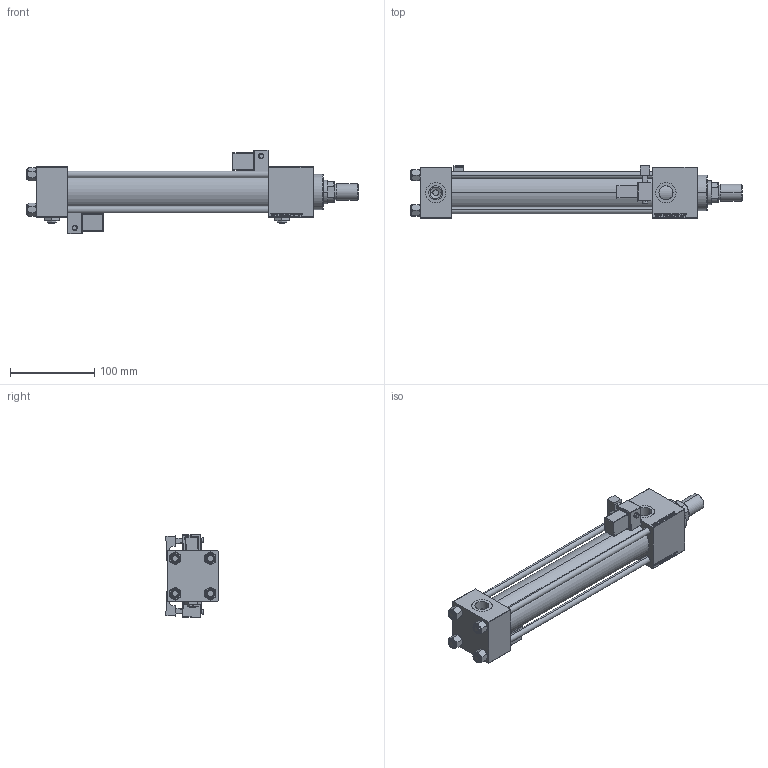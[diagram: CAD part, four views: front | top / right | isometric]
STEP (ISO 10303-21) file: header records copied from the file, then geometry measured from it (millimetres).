
FILE_DESCRIPTION (( 'STEP AP203' ), '1' );
FILE_NAME ('460b.STEP', '2024-10-22T09:19:51', ( '' ), ( '' ), 'SwSTEP 2.0', 'SolidWorks 2019', '' );
FILE_SCHEMA (( 'CONFIG_CONTROL_DESIGN' ));
Length unit declared in the file: millimetre
Products named in the file (9): V215CR_MSU f072c4ad0972804d46d2515259926649; V215CR_C_TYCINKA f072c4ad0972804d46d2515259926649; NUT_M5_C f072c4ad0972804d46d2515259926649; ROD_END_AH f072c4ad0972804d46d2515259926649; V215_VC_A f072c4ad0972804d46d2515259926649; V215CR_VCP_C f072c4ad0972804d46d2515259926649; 460b; Zatka_pro_OIL_PORT f072c4ad0972804d46d2515259926649; V215CR_C_Body f072c4ad0972804d46d2515259926649
Assembly tree (16 placements, depth 2):
  460b
    V215CR_C_Body f072c4ad0972804d46d2515259926649
    V215CR_VCP_C f072c4ad0972804d46d2515259926649
    NUT_M5_C f072c4ad0972804d46d2515259926649  x4
    V215CR_C_TYCINKA f072c4ad0972804d46d2515259926649  x4
    V215_VC_A f072c4ad0972804d46d2515259926649
    ROD_END_AH f072c4ad0972804d46d2515259926649
    V215CR_MSU f072c4ad0972804d46d2515259926649  x2
    Zatka_pro_OIL_PORT f072c4ad0972804d46d2515259926649  x2
Bounding box: 393 x 61.9 x 98.85 mm (x, y, z)
Volume: 690400.6 mm3; surface area: 211432.1 mm2
Topology: 16 solids, 16 shells, 1418 faces, 3494 edges, 2215 vertices
Faces by surface type: plane 636, bspline 392, cone 182, cylinder 162, sphere 24, torus 22
Entity records: 54938 total; most frequent: CARTESIAN_POINT 28145, ORIENTED_EDGE 5906, DIRECTION 4021, EDGE_CURVE 2953, VERTEX_POINT 1917, VECTOR 1747, LINE 1747, EDGE_LOOP 1320
